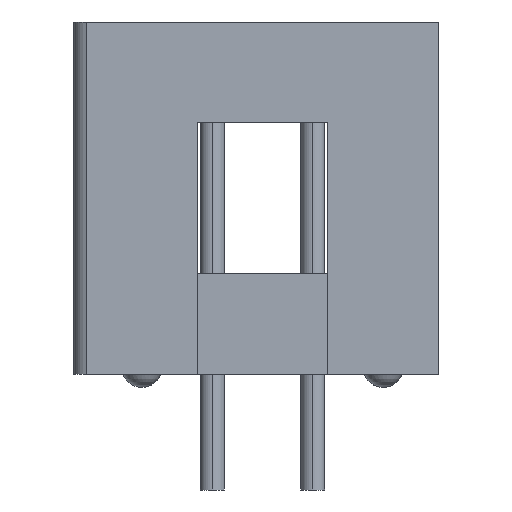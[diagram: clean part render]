
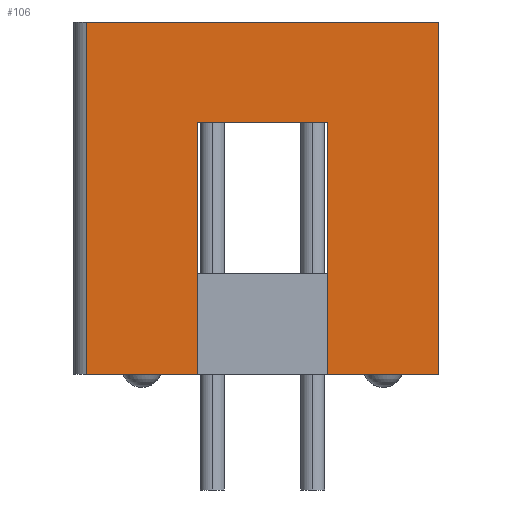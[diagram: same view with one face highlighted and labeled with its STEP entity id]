
A CAD part, left-side view. The second image highlights one B-rep face of the part: STEP entity #106.
In plain terms, the highlighted planar face has unit normal (-1, 0, 0).
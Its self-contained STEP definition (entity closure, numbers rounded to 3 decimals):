
#106=ADVANCED_FACE('',(#577),#578,.T.);
#577=FACE_OUTER_BOUND('',#1312,.T.);
#578=PLANE('',#1313);
#1312=EDGE_LOOP('',(#2581,#2582,#2583,#2584,#2585,#2586,#2587,#2588));
#1313=AXIS2_PLACEMENT_3D('',#2589,#2590,#2591);
#2581=ORIENTED_EDGE('',*,*,#4661,.T.);
#2582=ORIENTED_EDGE('',*,*,#4569,.F.);
#2583=ORIENTED_EDGE('',*,*,#4477,.F.);
#2584=ORIENTED_EDGE('',*,*,#4632,.T.);
#2585=ORIENTED_EDGE('',*,*,#4291,.T.);
#2586=ORIENTED_EDGE('',*,*,#4660,.T.);
#2587=ORIENTED_EDGE('',*,*,#4453,.F.);
#2588=ORIENTED_EDGE('',*,*,#4451,.T.);
#2589=CARTESIAN_POINT('',(-29.21,4.445,0.0));
#2590=DIRECTION('',(-1.0,0.0,0.0));
#2591=DIRECTION('',(0.0,0.0,1.0));
#4291=EDGE_CURVE('',#5037,#5035,#5038,.T.);
#4451=EDGE_CURVE('',#5341,#5339,#5342,.T.);
#4453=EDGE_CURVE('',#5341,#5344,#5345,.T.);
#4477=EDGE_CURVE('',#5390,#5392,#5393,.T.);
#4569=EDGE_CURVE('',#5392,#5575,#5576,.T.);
#4632=EDGE_CURVE('',#5390,#5037,#5668,.T.);
#4660=EDGE_CURVE('',#5035,#5344,#5705,.T.);
#4661=EDGE_CURVE('',#5339,#5575,#5706,.T.);
#5035=VERTEX_POINT('',#6259);
#5037=VERTEX_POINT('',#6262);
#5038=LINE('',#6263,#6264);
#5339=VERTEX_POINT('',#6647);
#5341=VERTEX_POINT('',#6650);
#5342=LINE('',#6651,#6652);
#5344=VERTEX_POINT('',#6655);
#5345=LINE('',#6656,#6657);
#5390=VERTEX_POINT('',#6722);
#5392=VERTEX_POINT('',#6725);
#5393=LINE('',#6726,#6727);
#5575=VERTEX_POINT('',#6910);
#5576=LINE('',#6911,#6912);
#5668=LINE('',#7064,#7065);
#5705=LINE('',#7143,#7144);
#5706=LINE('',#7145,#7146);
#6259=CARTESIAN_POINT('',(-29.21,4.445,0.0));
#6262=CARTESIAN_POINT('',(-29.21,-4.445,0.0));
#6263=CARTESIAN_POINT('',(-29.21,-4.445,0.0));
#6264=VECTOR('',#7857,8.89);
#6647=CARTESIAN_POINT('',(-29.21,1.651,-2.54));
#6650=CARTESIAN_POINT('',(-29.21,1.651,-8.89));
#6651=CARTESIAN_POINT('',(-29.21,1.651,-8.89));
#6652=VECTOR('',#8182,6.35);
#6655=CARTESIAN_POINT('',(-29.21,4.445,-8.89));
#6656=CARTESIAN_POINT('',(-29.21,1.651,-8.89));
#6657=VECTOR('',#8184,2.794);
#6722=CARTESIAN_POINT('',(-29.21,-4.445,-8.89));
#6725=CARTESIAN_POINT('',(-29.21,-1.651,-8.89));
#6726=CARTESIAN_POINT('',(-29.21,-4.445,-8.89));
#6727=VECTOR('',#8212,2.794);
#6910=CARTESIAN_POINT('',(-29.21,-1.651,-2.54));
#6911=CARTESIAN_POINT('',(-29.21,-1.651,-8.89));
#6912=VECTOR('',#8484,6.35);
#7064=CARTESIAN_POINT('',(-29.21,-4.445,-8.89));
#7065=VECTOR('',#8551,8.89);
#7143=CARTESIAN_POINT('',(-29.21,4.445,0.0));
#7144=VECTOR('',#8580,8.89);
#7145=CARTESIAN_POINT('',(-29.21,1.651,-2.54));
#7146=VECTOR('',#8581,3.302);
#7857=DIRECTION('',(0.0,1.0,0.0));
#8182=DIRECTION('',(0.0,0.0,1.0));
#8184=DIRECTION('',(0.0,1.0,0.0));
#8212=DIRECTION('',(0.0,1.0,0.0));
#8484=DIRECTION('',(0.0,0.0,1.0));
#8551=DIRECTION('',(0.0,0.0,1.0));
#8580=DIRECTION('',(0.0,0.0,-1.0));
#8581=DIRECTION('',(0.0,-1.0,0.0));
